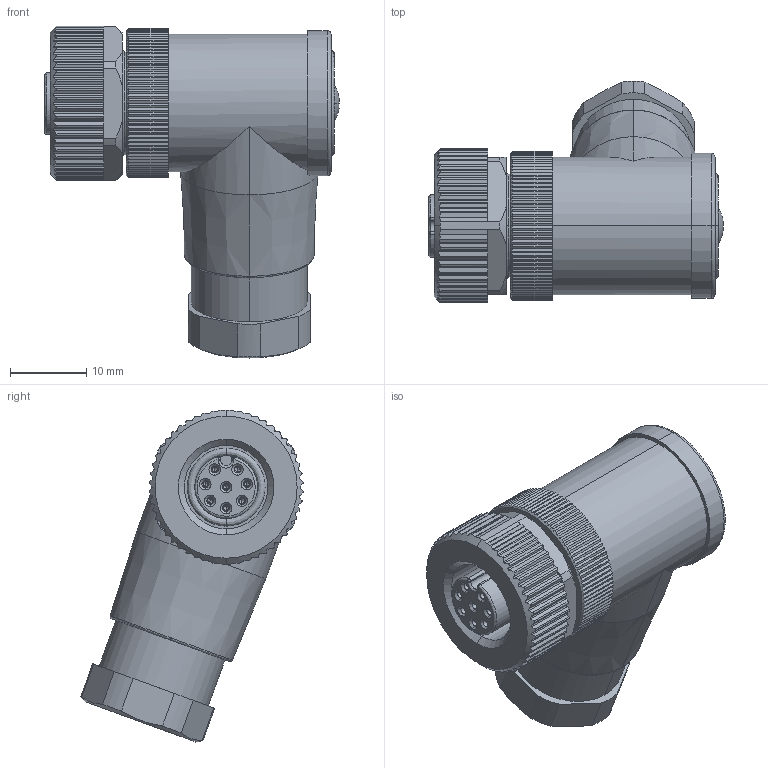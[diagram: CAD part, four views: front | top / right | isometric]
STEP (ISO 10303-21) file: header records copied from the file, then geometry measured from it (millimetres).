
FILE_DESCRIPTION (( 'STEP AP214' ), '1' );
FILE_NAME ('M12FT8AF90.STEP', '2019-04-24T16:52:14', ( '' ), ( '' ), 'SwSTEP 2.0', 'SolidWorks 2018', '' );
FILE_SCHEMA (( 'AUTOMOTIVE_DESIGN' ));
Length unit declared in the file: millimetre
Products named in the file (1): M12FT8AF90
Bounding box: 38.6 x 29.1 x 43.46 mm (x, y, z)
Volume: 15276.7 mm3; surface area: 5308.2 mm2
Topology: 1 solids, 1 shells, 763 faces, 2157 edges, 1392 vertices
Faces by surface type: plane 392, cylinder 271, cone 50, bspline 48, torus 2
Entity records: 27524 total; most frequent: CARTESIAN_POINT 8742, ORIENTED_EDGE 4270, DIRECTION 3511, EDGE_CURVE 2135, VERTEX_POINT 1392, AXIS2_PLACEMENT_3D 1235, VECTOR 1041, LINE 1041
